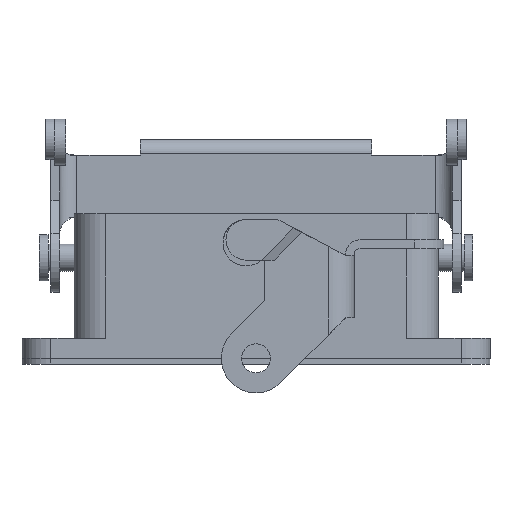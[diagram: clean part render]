
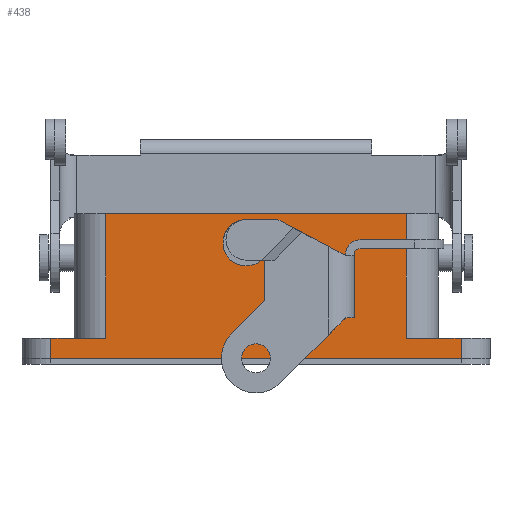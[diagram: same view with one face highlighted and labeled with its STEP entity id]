
A CAD part, front view. The second image highlights one B-rep face of the part: STEP entity #438.
In plain terms, the highlighted planar face has unit normal (0, -1, 0).
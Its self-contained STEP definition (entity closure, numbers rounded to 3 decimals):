
#438 = ADVANCED_FACE( '', ( #920 ), #921, .T. );
#920 = FACE_OUTER_BOUND( '', #1414, .T. );
#921 = PLANE( '', #1415 );
#1414 = EDGE_LOOP( '', ( #2625, #2626, #2627, #2628, #2629, #2630, #2631, #2632 ) );
#1415 = AXIS2_PLACEMENT_3D( '', #2633, #2634, #2635 );
#2625 = ORIENTED_EDGE( '', *, *, #3150, .F. );
#2626 = ORIENTED_EDGE( '', *, *, #3103, .T. );
#2627 = ORIENTED_EDGE( '', *, *, #3132, .F. );
#2628 = ORIENTED_EDGE( '', *, *, #3231, .F. );
#2629 = ORIENTED_EDGE( '', *, *, #2818, .T. );
#2630 = ORIENTED_EDGE( '', *, *, #3182, .F. );
#2631 = ORIENTED_EDGE( '', *, *, #3209, .T. );
#2632 = ORIENTED_EDGE( '', *, *, #2986, .T. );
#2633 = CARTESIAN_POINT( '', ( 0., -14.75, 500000. ) );
#2634 = DIRECTION( '', ( 0., -1., 0. ) );
#2635 = DIRECTION( '', ( 0., 0., -1. ) );
#2818 = EDGE_CURVE( '', #3372, #3370, #3373, .T. );
#2986 = EDGE_CURVE( '', #3646, #3644, #3647, .T. );
#3103 = EDGE_CURVE( '', #3812, #3810, #3813, .F. );
#3132 = EDGE_CURVE( '', #3850, #3810, #3852, .T. );
#3150 = EDGE_CURVE( '', #3812, #3644, #3878, .T. );
#3182 = EDGE_CURVE( '', #3915, #3370, #3917, .T. );
#3209 = EDGE_CURVE( '', #3915, #3646, #3954, .T. );
#3231 = EDGE_CURVE( '', #3372, #3850, #3977, .F. );
#3370 = VERTEX_POINT( '', #4153 );
#3372 = VERTEX_POINT( '', #4155 );
#3373 = LINE( '', #4156, #4157 );
#3644 = VERTEX_POINT( '', #4517 );
#3646 = VERTEX_POINT( '', #4519 );
#3647 = LINE( '', #4520, #4521 );
#3810 = VERTEX_POINT( '', #4732 );
#3812 = VERTEX_POINT( '', #4734 );
#3813 = LINE( '', #4735, #4736 );
#3850 = VERTEX_POINT( '', #4787 );
#3852 = LINE( '', #4789, #4790 );
#3878 = LINE( '', #4825, #4826 );
#3915 = VERTEX_POINT( '', #4876 );
#3917 = LINE( '', #4878, #4879 );
#3954 = LINE( '', #4923, #4924 );
#3977 = LINE( '', #4951, #4952 );
#4153 = CARTESIAN_POINT( '', ( 26., -14.75, 3.5 ) );
#4155 = CARTESIAN_POINT( '', ( 35.5, -14.75, 3.5 ) );
#4156 = CARTESIAN_POINT( '', ( 40.5, -14.75, 3.5 ) );
#4157 = VECTOR( '', #5064, 1000. );
#4517 = CARTESIAN_POINT( '', ( -26., -14.75, 3.5 ) );
#4519 = CARTESIAN_POINT( '', ( -26., -14.75, 25. ) );
#4520 = CARTESIAN_POINT( '', ( -26., -14.75, 500000. ) );
#4521 = VECTOR( '', #5283, 1000. );
#4732 = CARTESIAN_POINT( '', ( -35.5, -14.75, 0. ) );
#4734 = CARTESIAN_POINT( '', ( -35.5, -14.75, 3.5 ) );
#4735 = CARTESIAN_POINT( '', ( -35.5, -14.75, 500000. ) );
#4736 = VECTOR( '', #5437, 1000. );
#4787 = CARTESIAN_POINT( '', ( 35.5, -14.75, 0. ) );
#4789 = CARTESIAN_POINT( '', ( 0., -14.75, 0. ) );
#4790 = VECTOR( '', #5470, 1000. );
#4825 = CARTESIAN_POINT( '', ( -40.5, -14.75, 3.5 ) );
#4826 = VECTOR( '', #5492, 1000. );
#4876 = CARTESIAN_POINT( '', ( 26., -14.75, 25. ) );
#4878 = CARTESIAN_POINT( '', ( 26., -14.75, 500000. ) );
#4879 = VECTOR( '', #5527, 1000. );
#4923 = CARTESIAN_POINT( '', ( 0., -14.75, 25. ) );
#4924 = VECTOR( '', #5565, 1000. );
#4951 = CARTESIAN_POINT( '', ( 35.5, -14.75, 500000. ) );
#4952 = VECTOR( '', #5573, 1000. );
#5064 = DIRECTION( '', ( -1., 0., 0. ) );
#5283 = DIRECTION( '', ( 0., 0., -1. ) );
#5437 = DIRECTION( '', ( 0., 0., 1. ) );
#5470 = DIRECTION( '', ( -1., 0., 0. ) );
#5492 = DIRECTION( '', ( 1., 0., 0. ) );
#5527 = DIRECTION( '', ( 0., 0., -1. ) );
#5565 = DIRECTION( '', ( -1., 0., 0. ) );
#5573 = DIRECTION( '', ( 0., 0., 1. ) );
